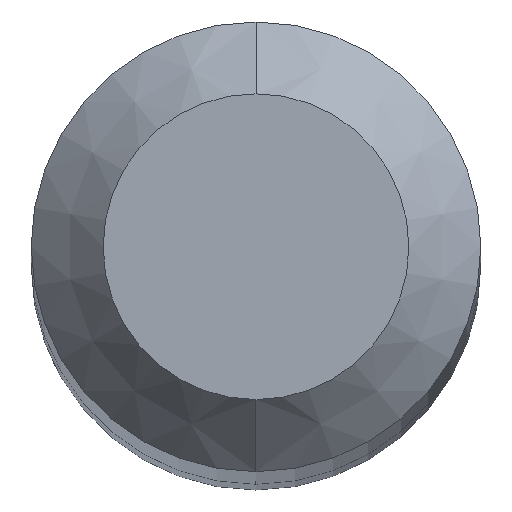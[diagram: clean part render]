
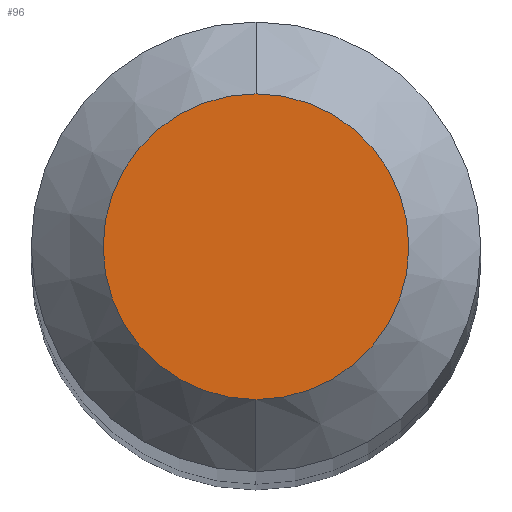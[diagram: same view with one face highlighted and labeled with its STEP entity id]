
A CAD part, top view. The second image highlights one B-rep face of the part: STEP entity #96.
In plain terms, the highlighted planar face has unit normal (0, 0, 1).
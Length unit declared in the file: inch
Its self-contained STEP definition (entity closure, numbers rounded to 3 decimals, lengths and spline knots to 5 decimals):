
#2 = CIRCLE ( 'NONE', #102, 0.0425 ) ;
#6 = PLANE ( 'NONE',  #221 ) ;
#10 = EDGE_CURVE ( 'NONE', #30, #343, #2, .T. ) ;
#30 = VERTEX_POINT ( 'NONE', #267 ) ;
#66 = CARTESIAN_POINT ( 'NONE',  ( 0., 0., 0. ) ) ;
#84 = AXIS2_PLACEMENT_3D ( 'NONE', #304, #240, #144 ) ;
#96 = ADVANCED_FACE ( 'NONE', ( #134 ), #6, .F. ) ;
#101 = DIRECTION ( 'NONE',  ( 0., 1., 0. ) ) ;
#102 = AXIS2_PLACEMENT_3D ( 'NONE', #66, #189, #227 ) ;
#122 = EDGE_LOOP ( 'NONE', ( #218, #223 ) ) ;
#132 = CARTESIAN_POINT ( 'NONE',  ( 0., 0.0425, 0. ) ) ;
#134 = FACE_OUTER_BOUND ( 'NONE', #122, .T. ) ;
#144 = DIRECTION ( 'NONE',  ( 0., -1., 0. ) ) ;
#153 = EDGE_CURVE ( 'NONE', #343, #30, #252, .T. ) ;
#189 = DIRECTION ( 'NONE',  ( 0., 0., 1. ) ) ;
#216 = CARTESIAN_POINT ( 'NONE',  ( 0., 0.0425, 0. ) ) ;
#218 = ORIENTED_EDGE ( 'NONE', *, *, #153, .T. ) ;
#221 = AXIS2_PLACEMENT_3D ( 'NONE', #132, #264, #101 ) ;
#223 = ORIENTED_EDGE ( 'NONE', *, *, #10, .T. ) ;
#227 = DIRECTION ( 'NONE',  ( 0., -1., 0. ) ) ;
#240 = DIRECTION ( 'NONE',  ( 0., 0., 1. ) ) ;
#252 = CIRCLE ( 'NONE', #84, 0.0425 ) ;
#264 = DIRECTION ( 'NONE',  ( 0., 0., -1. ) ) ;
#267 = CARTESIAN_POINT ( 'NONE',  ( 0., -0.0425, 0. ) ) ;
#304 = CARTESIAN_POINT ( 'NONE',  ( 0., 0., 0. ) ) ;
#343 = VERTEX_POINT ( 'NONE', #216 ) ;
